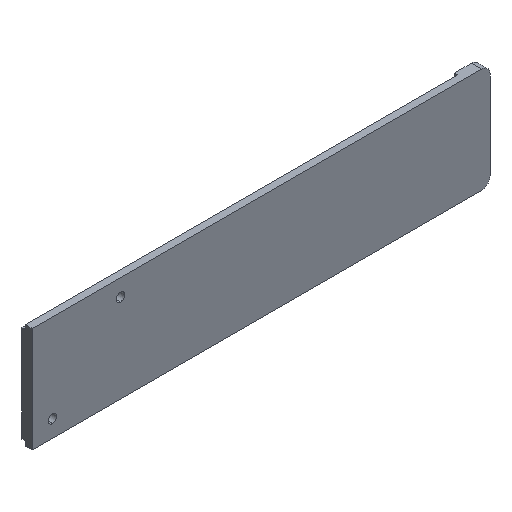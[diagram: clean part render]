
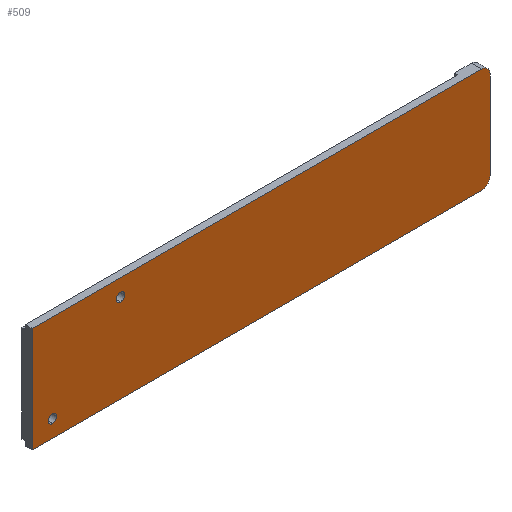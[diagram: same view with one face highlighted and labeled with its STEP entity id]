
A CAD part, isometric view. The second image highlights one B-rep face of the part: STEP entity #509.
In plain terms, the highlighted planar face has unit normal (0, -1, 0).
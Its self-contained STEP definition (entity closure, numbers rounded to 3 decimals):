
#8 = CARTESIAN_POINT ( 'NONE',  ( 270., 0., 0. ) ) ;
#20 = AXIS2_PLACEMENT_3D ( 'NONE', #50, #630, #103 ) ;
#26 = DIRECTION ( 'NONE',  ( 0., 0., 1. ) ) ;
#38 = DIRECTION ( 'NONE',  ( 0., 1., 0. ) ) ;
#50 = CARTESIAN_POINT ( 'NONE',  ( 12., 0., -52. ) ) ;
#54 = DIRECTION ( 'NONE',  ( 0., 1., 0. ) ) ;
#55 = ORIENTED_EDGE ( 'NONE', *, *, #298, .F. ) ;
#56 = DIRECTION ( 'NONE',  ( 0., -1., 0. ) ) ;
#63 = VECTOR ( 'NONE', #239, 1000. ) ;
#65 = VECTOR ( 'NONE', #718, 1000. ) ;
#67 = AXIS2_PLACEMENT_3D ( 'NONE', #716, #56, #217 ) ;
#76 = VERTEX_POINT ( 'NONE', #714 ) ;
#77 = DIRECTION ( 'NONE',  ( -1., 0., 0. ) ) ;
#88 = AXIS2_PLACEMENT_3D ( 'NONE', #557, #664, #162 ) ;
#92 = EDGE_CURVE ( 'NONE', #120, #183, #568, .T. ) ;
#101 = VERTEX_POINT ( 'NONE', #612 ) ;
#103 = DIRECTION ( 'NONE',  ( 0., 0., 1. ) ) ;
#111 = EDGE_CURVE ( 'NONE', #76, #332, #282, .T. ) ;
#117 = CIRCLE ( 'NONE', #312, 2.5 ) ;
#120 = VERTEX_POINT ( 'NONE', #513 ) ;
#135 = DIRECTION ( 'NONE',  ( 0., 1., 0. ) ) ;
#142 = EDGE_CURVE ( 'NONE', #402, #571, #273, .T. ) ;
#150 = VECTOR ( 'NONE', #77, 1000. ) ;
#153 = EDGE_CURVE ( 'NONE', #275, #344, #685, .T. ) ;
#157 = DIRECTION ( 'NONE',  ( 0., 0., 1. ) ) ;
#159 = FACE_OUTER_BOUND ( 'NONE', #252, .T. ) ;
#162 = DIRECTION ( 'NONE',  ( 0., 0., -1. ) ) ;
#179 = ORIENTED_EDGE ( 'NONE', *, *, #704, .T. ) ;
#183 = VERTEX_POINT ( 'NONE', #296 ) ;
#186 = CARTESIAN_POINT ( 'NONE',  ( 0., 0., -62. ) ) ;
#192 = EDGE_LOOP ( 'NONE', ( #400, #437 ) ) ;
#196 = ORIENTED_EDGE ( 'NONE', *, *, #657, .F. ) ;
#203 = EDGE_LOOP ( 'NONE', ( #376, #675 ) ) ;
#206 = CARTESIAN_POINT ( 'NONE',  ( 52., 0., -10. ) ) ;
#208 = CARTESIAN_POINT ( 'NONE',  ( 52., 0., -7.5 ) ) ;
#210 = EDGE_CURVE ( 'NONE', #571, #402, #529, .T. ) ;
#217 = DIRECTION ( 'NONE',  ( 0., 0., -1. ) ) ;
#226 = CIRCLE ( 'NONE', #370, 5. ) ;
#230 = DIRECTION ( 'NONE',  ( 0., 0., -1. ) ) ;
#234 = CARTESIAN_POINT ( 'NONE',  ( 52., 0., -10. ) ) ;
#239 = DIRECTION ( 'NONE',  ( 0., 0., 1. ) ) ;
#252 = EDGE_LOOP ( 'NONE', ( #196, #179, #327, #292, #479, #55 ) ) ;
#273 = CIRCLE ( 'NONE', #20, 2.5 ) ;
#275 = VERTEX_POINT ( 'NONE', #587 ) ;
#282 = LINE ( 'NONE', #8, #408 ) ;
#292 = ORIENTED_EDGE ( 'NONE', *, *, #593, .T. ) ;
#296 = CARTESIAN_POINT ( 'NONE',  ( 265., 0., 0. ) ) ;
#298 = EDGE_CURVE ( 'NONE', #329, #120, #695, .T. ) ;
#311 = CARTESIAN_POINT ( 'NONE',  ( 12., 0., -54.5 ) ) ;
#312 = AXIS2_PLACEMENT_3D ( 'NONE', #206, #38, #157 ) ;
#327 = ORIENTED_EDGE ( 'NONE', *, *, #111, .F. ) ;
#329 = VERTEX_POINT ( 'NONE', #701 ) ;
#332 = VERTEX_POINT ( 'NONE', #658 ) ;
#344 = VERTEX_POINT ( 'NONE', #208 ) ;
#366 = AXIS2_PLACEMENT_3D ( 'NONE', #234, #54, #464 ) ;
#370 = AXIS2_PLACEMENT_3D ( 'NONE', #525, #466, #684 ) ;
#376 = ORIENTED_EDGE ( 'NONE', *, *, #377, .T. ) ;
#377 = EDGE_CURVE ( 'NONE', #344, #275, #117, .T. ) ;
#381 = CIRCLE ( 'NONE', #67, 5. ) ;
#388 = CARTESIAN_POINT ( 'NONE',  ( 0., 0., 0. ) ) ;
#389 = AXIS2_PLACEMENT_3D ( 'NONE', #642, #135, #26 ) ;
#400 = ORIENTED_EDGE ( 'NONE', *, *, #210, .T. ) ;
#402 = VERTEX_POINT ( 'NONE', #311 ) ;
#408 = VECTOR ( 'NONE', #230, 1000. ) ;
#422 = LINE ( 'NONE', #186, #150 ) ;
#437 = ORIENTED_EDGE ( 'NONE', *, *, #142, .T. ) ;
#463 = FACE_BOUND ( 'NONE', #203, .T. ) ;
#464 = DIRECTION ( 'NONE',  ( 0., 0., 1. ) ) ;
#466 = DIRECTION ( 'NONE',  ( 0., -1., 0. ) ) ;
#472 = CARTESIAN_POINT ( 'NONE',  ( 0., 0., 0. ) ) ;
#479 = ORIENTED_EDGE ( 'NONE', *, *, #92, .F. ) ;
#509 = ADVANCED_FACE ( 'NONE', ( #608, #463, #159 ), #667, .T. ) ;
#513 = CARTESIAN_POINT ( 'NONE',  ( 0., 0., 0. ) ) ;
#525 = CARTESIAN_POINT ( 'NONE',  ( 265., 0., -57. ) ) ;
#529 = CIRCLE ( 'NONE', #389, 2.5 ) ;
#557 = CARTESIAN_POINT ( 'NONE',  ( 0., 0., 0. ) ) ;
#568 = LINE ( 'NONE', #388, #65 ) ;
#571 = VERTEX_POINT ( 'NONE', #712 ) ;
#587 = CARTESIAN_POINT ( 'NONE',  ( 52., 0., -12.5 ) ) ;
#593 = EDGE_CURVE ( 'NONE', #76, #183, #381, .T. ) ;
#608 = FACE_BOUND ( 'NONE', #192, .T. ) ;
#612 = CARTESIAN_POINT ( 'NONE',  ( 265., 0., -62. ) ) ;
#630 = DIRECTION ( 'NONE',  ( 0., 1., 0. ) ) ;
#642 = CARTESIAN_POINT ( 'NONE',  ( 12., 0., -52. ) ) ;
#657 = EDGE_CURVE ( 'NONE', #101, #329, #422, .T. ) ;
#658 = CARTESIAN_POINT ( 'NONE',  ( 270., 0., -57. ) ) ;
#664 = DIRECTION ( 'NONE',  ( 0., -1., 0. ) ) ;
#667 = PLANE ( 'NONE',  #88 ) ;
#675 = ORIENTED_EDGE ( 'NONE', *, *, #153, .T. ) ;
#684 = DIRECTION ( 'NONE',  ( 0., 0., -1. ) ) ;
#685 = CIRCLE ( 'NONE', #366, 2.5 ) ;
#695 = LINE ( 'NONE', #472, #63 ) ;
#701 = CARTESIAN_POINT ( 'NONE',  ( 0., 0., -62. ) ) ;
#704 = EDGE_CURVE ( 'NONE', #101, #332, #226, .T. ) ;
#712 = CARTESIAN_POINT ( 'NONE',  ( 12., 0., -49.5 ) ) ;
#714 = CARTESIAN_POINT ( 'NONE',  ( 270., 0., -5. ) ) ;
#716 = CARTESIAN_POINT ( 'NONE',  ( 265., 0., -5. ) ) ;
#718 = DIRECTION ( 'NONE',  ( 1., 0., 0. ) ) ;
